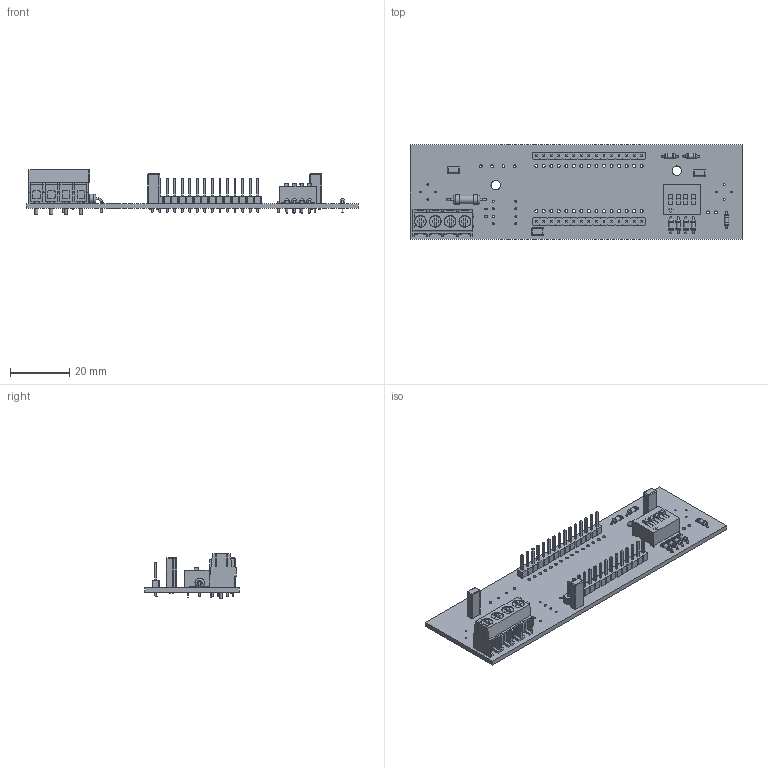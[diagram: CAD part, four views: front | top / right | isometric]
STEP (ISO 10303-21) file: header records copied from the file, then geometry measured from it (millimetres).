
FILE_DESCRIPTION(('KiCad electronic assembly'),'2;1');
FILE_NAME('TTS.step','2020-11-01T16:38:03',('An Author'),('A Company'), 'Open CASCADE STEP processor 6.9','KiCad to STEP converter','Unknown' );
FILE_SCHEMA(('AUTOMOTIVE_DESIGN { 1 0 10303 214 1 1 1 1 }'));
Length unit declared in the file: millimetre
Products named in the file (16): Open CASCADE STEP translator 6.9 1; PinHeader_1x15_P2.54mm_Vertical; SOLID; SW_DIP_SPSTx04_Slide_9.78x12.34mm_W7.62mm_P2.54mm; R_Axial_DIN0204_L3.6mm_D1.6mm_P5.08mm_Horizontal; C_Rect_L4.0mm_W2.5mm_P2.50mm; R_Axial_DIN0309_L9.0mm_D3.2mm_P12.70mm_Horizontal; TerminalBlock_Phoenix_PT-1,5-4-5.0-H_1x04_P5.00mm_Horizontal; D_SOD-923; COMPOUND
Assembly tree (25 placements, depth 3):
  Open CASCADE STEP translator 6.9 1
    PinHeader_1x15_P2.54mm_Vertical  x2
      SOLID
    SW_DIP_SPSTx04_Slide_9.78x12.34mm_W7.62mm_P2.54mm
      SOLID
    R_Axial_DIN0204_L3.6mm_D1.6mm_P5.08mm_Horizontal  x7
      SOLID
    C_Rect_L4.0mm_W2.5mm_P2.50mm  x3
      SOLID
    R_Axial_DIN0309_L9.0mm_D3.2mm_P12.70mm_Horizontal
      SOLID
    TerminalBlock_Phoenix_PT-1,5-4-5.0-H_1x04_P5.00mm_Horizontal
      SOLID
    D_SOD-923  x2
      SOLID
    COMPOUND
Bounding box: 112 x 32 x 15 mm (x, y, z)
Volume: 8598.6 mm3; surface area: 12793 mm2
Topology: 18 solids, 18 shells, 1455 faces, 3527 edges, 2225 vertices
Faces by surface type: plane 1143, cylinder 248, torus 32, bspline 20, sphere 12
Full cylindrical faces by diameter (mm): 0.5 x20, 0.6 x8, 0.7 x26, 0.8 x16, 0.9 x4, 1 x66, 1.3 x4, 1.44 x7, 1.6 x14, 2.2 x4, 2.88 x1, 3.2 x4, 3.8 x4, 4 x4
Entity records: 66749 total; most frequent: CARTESIAN_POINT 12680, DIRECTION 9011, LINE 6179, VECTOR 6179, ORIENTED_EDGE 4714, PCURVE 4714, DEFINITIONAL_REPRESENTATION 4714, EDGE_CURVE 2357
